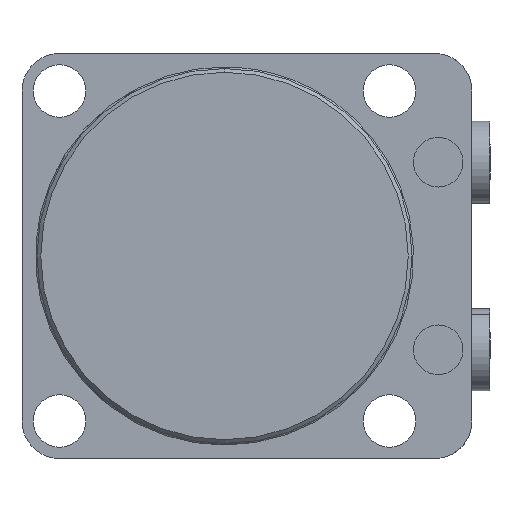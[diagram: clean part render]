
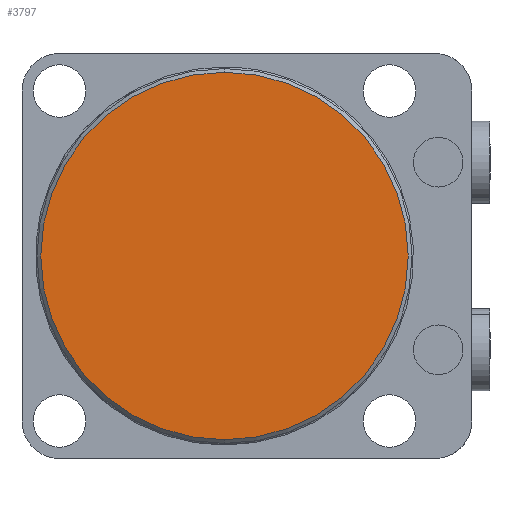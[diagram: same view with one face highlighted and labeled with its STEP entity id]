
A CAD part, front view. The second image highlights one B-rep face of the part: STEP entity #3797.
In plain terms, the highlighted planar face has unit normal (0, -1, 0).
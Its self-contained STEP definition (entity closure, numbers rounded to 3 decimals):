
#176 = EDGE_CURVE ( 'NONE', #3703, #3575, #482, .T. ) ;
#330 = AXIS2_PLACEMENT_3D ( 'NONE', #4123, #4122, #4121 ) ;
#389 = EDGE_CURVE ( 'NONE', #3575, #3703, #1718, .T. ) ;
#482 = CIRCLE ( 'NONE', #330, 49. ) ;
#598 = AXIS2_PLACEMENT_3D ( 'NONE', #2680, #2679, #2678 ) ;
#741 = AXIS2_PLACEMENT_3D ( 'NONE', #3170, #3236, #3235 ) ;
#1421 = ORIENTED_EDGE ( 'NONE', *, *, #389, .F. ) ;
#1422 = ORIENTED_EDGE ( 'NONE', *, *, #176, .F. ) ;
#1484 = EDGE_LOOP ( 'NONE', ( #1421, #1422 ) ) ;
#1718 = CIRCLE ( 'NONE', #598, 49. ) ;
#2678 = DIRECTION ( 'NONE',  ( 0., 0., 1. ) ) ;
#2679 = DIRECTION ( 'NONE',  ( 0., 1., 0. ) ) ;
#2680 = CARTESIAN_POINT ( 'NONE',  ( 0., -70., 0. ) ) ;
#3052 = CARTESIAN_POINT ( 'NONE',  ( 0., -70., -49. ) ) ;
#3170 = CARTESIAN_POINT ( 'NONE',  ( 0., -70., 0. ) ) ;
#3235 = DIRECTION ( 'NONE',  ( 0., 0., -1. ) ) ;
#3236 = DIRECTION ( 'NONE',  ( 0., -1., 0. ) ) ;
#3257 = PLANE ( 'NONE',  #741 ) ;
#3271 = FACE_OUTER_BOUND ( 'NONE', #1484, .T. ) ;
#3456 = CARTESIAN_POINT ( 'NONE',  ( 0., -70., 49. ) ) ;
#3575 = VERTEX_POINT ( 'NONE', #3456 ) ;
#3703 = VERTEX_POINT ( 'NONE', #3052 ) ;
#3797 = ADVANCED_FACE ( 'NONE', ( #3271 ), #3257, .T. ) ;
#4121 = DIRECTION ( 'NONE',  ( 0., 0., 1. ) ) ;
#4122 = DIRECTION ( 'NONE',  ( 0., 1., 0. ) ) ;
#4123 = CARTESIAN_POINT ( 'NONE',  ( 0., -70., 0. ) ) ;
